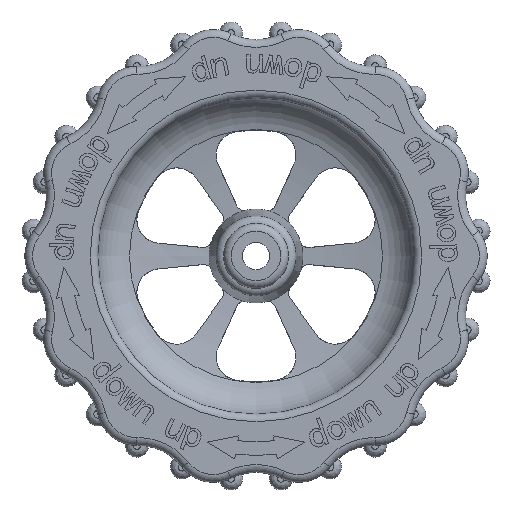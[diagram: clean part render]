
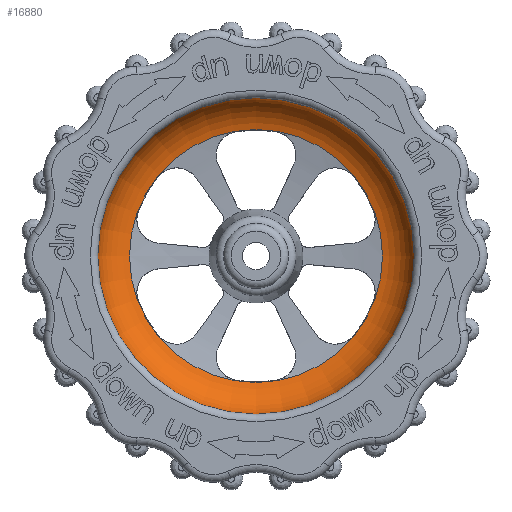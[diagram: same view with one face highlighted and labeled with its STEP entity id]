
A CAD part, top view. The second image highlights one B-rep face of the part: STEP entity #16880.
In plain terms, the highlighted toroidal (fillet/blend) face has major radius 15.008 mm and minor radius 5.446 mm.
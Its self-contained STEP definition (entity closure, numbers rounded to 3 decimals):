
#3968=FACE_BOUND('',#4993,.T.);
#4053=FACE_OUTER_BOUND('',#4992,.T.);
#4992=EDGE_LOOP('',(#10901));
#4993=EDGE_LOOP('',(#10902,#10903));
#6029=CIRCLE('',#17853,16.19);
#6030=CIRCLE('',#17854,16.19);
#6043=CIRCLE('',#17868,20.258);
#6707=VERTEX_POINT('',#23491);
#6708=VERTEX_POINT('',#23495);
#6732=VERTEX_POINT('',#23708);
#8355=EDGE_CURVE('',#6708,#6707,#6029,.T.);
#8356=EDGE_CURVE('',#6707,#6708,#6030,.T.);
#8381=EDGE_CURVE('',#6732,#6732,#6043,.T.);
#10901=ORIENTED_EDGE('',*,*,#8381,.F.);
#10902=ORIENTED_EDGE('',*,*,#8355,.T.);
#10903=ORIENTED_EDGE('',*,*,#8356,.T.);
#15857=TOROIDAL_SURFACE('',#17867,15.008,5.446);
#16880=ADVANCED_FACE('',(#4053,#3968),#15857,.F.);
#17853=AXIS2_PLACEMENT_3D('',#23496,#19240,#19241);
#17854=AXIS2_PLACEMENT_3D('',#23497,#19242,#19243);
#17867=AXIS2_PLACEMENT_3D('',#23707,#19268,#19269);
#17868=AXIS2_PLACEMENT_3D('',#23709,#19270,#19271);
#19240=DIRECTION('center_axis',(0.,0.,-1.));
#19241=DIRECTION('ref_axis',(1.,0.,0.));
#19242=DIRECTION('center_axis',(0.,0.,-1.));
#19243=DIRECTION('ref_axis',(1.,0.,0.));
#19268=DIRECTION('center_axis',(0.,0.,
1.));
#19269=DIRECTION('ref_axis',(1.,0.,0.));
#19270=DIRECTION('center_axis',(0.,0.,-1.));
#19271=DIRECTION('ref_axis',(1.,0.,0.));
#23491=CARTESIAN_POINT('',(-16.19,0.,3.398));
#23495=CARTESIAN_POINT('',(16.19,0.,3.398));
#23496=CARTESIAN_POINT('Origin',(0.,0.,3.398));
#23497=CARTESIAN_POINT('Origin',(0.,0.,3.398));
#23707=CARTESIAN_POINT('Origin',(0.,0.,
8.714));
#23708=CARTESIAN_POINT('',(20.258,0.,7.266));
#23709=CARTESIAN_POINT('Origin',(0.,0.,7.266));
